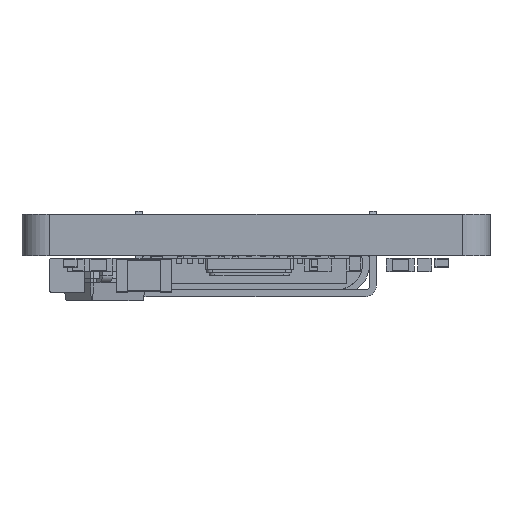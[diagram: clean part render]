
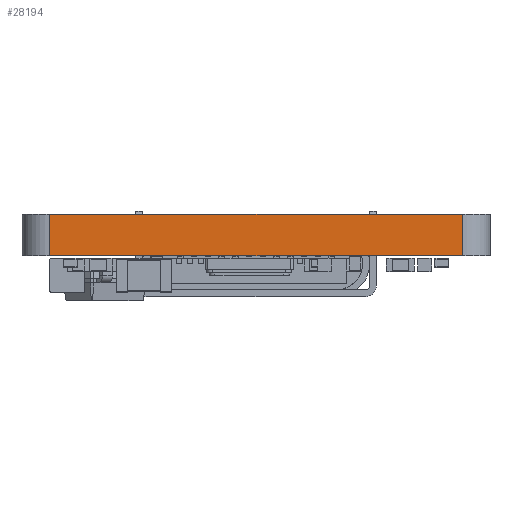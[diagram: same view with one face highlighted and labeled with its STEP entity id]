
A CAD part, left-side view. The second image highlights one B-rep face of the part: STEP entity #28194.
In plain terms, the highlighted planar face has unit normal (-1, 0, 0).
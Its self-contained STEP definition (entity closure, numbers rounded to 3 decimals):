
#27401 = VERTEX_POINT('',#27402);
#27402 = CARTESIAN_POINT('',(183.5,-99.5,0.));
#27409 = EDGE_CURVE('',#27410,#27401,#27412,.T.);
#27410 = VERTEX_POINT('',#27411);
#27411 = CARTESIAN_POINT('',(183.5,-114.5,0.));
#27412 = LINE('',#27413,#27414);
#27413 = CARTESIAN_POINT('',(183.5,-114.5,0.));
#27414 = VECTOR('',#27415,1.);
#27415 = DIRECTION('',(0.,1.,0.));
#27784 = VERTEX_POINT('',#27785);
#27785 = CARTESIAN_POINT('',(183.5,-99.5,1.51));
#27792 = EDGE_CURVE('',#27793,#27784,#27795,.T.);
#27793 = VERTEX_POINT('',#27794);
#27794 = CARTESIAN_POINT('',(183.5,-114.5,1.51));
#27795 = LINE('',#27796,#27797);
#27796 = CARTESIAN_POINT('',(183.5,-114.5,1.51));
#27797 = VECTOR('',#27798,1.);
#27798 = DIRECTION('',(0.,1.,0.));
#28164 = EDGE_CURVE('',#27401,#27784,#28165,.T.);
#28165 = LINE('',#28166,#28167);
#28166 = CARTESIAN_POINT('',(183.5,-99.5,0.));
#28167 = VECTOR('',#28168,1.);
#28168 = DIRECTION('',(0.,0.,1.));
#28194 = ADVANCED_FACE('',(#28195),#28206,.T.);
#28195 = FACE_BOUND('',#28196,.T.);
#28196 = EDGE_LOOP('',(#28197,#28203,#28204,#28205));
#28197 = ORIENTED_EDGE('',*,*,#28198,.T.);
#28198 = EDGE_CURVE('',#27410,#27793,#28199,.T.);
#28199 = LINE('',#28200,#28201);
#28200 = CARTESIAN_POINT('',(183.5,-114.5,0.));
#28201 = VECTOR('',#28202,1.);
#28202 = DIRECTION('',(0.,0.,1.));
#28203 = ORIENTED_EDGE('',*,*,#27792,.T.);
#28204 = ORIENTED_EDGE('',*,*,#28164,.F.);
#28205 = ORIENTED_EDGE('',*,*,#27409,.F.);
#28206 = PLANE('',#28207);
#28207 = AXIS2_PLACEMENT_3D('',#28208,#28209,#28210);
#28208 = CARTESIAN_POINT('',(183.5,-114.5,0.));
#28209 = DIRECTION('',(-1.,0.,0.));
#28210 = DIRECTION('',(0.,1.,0.));
